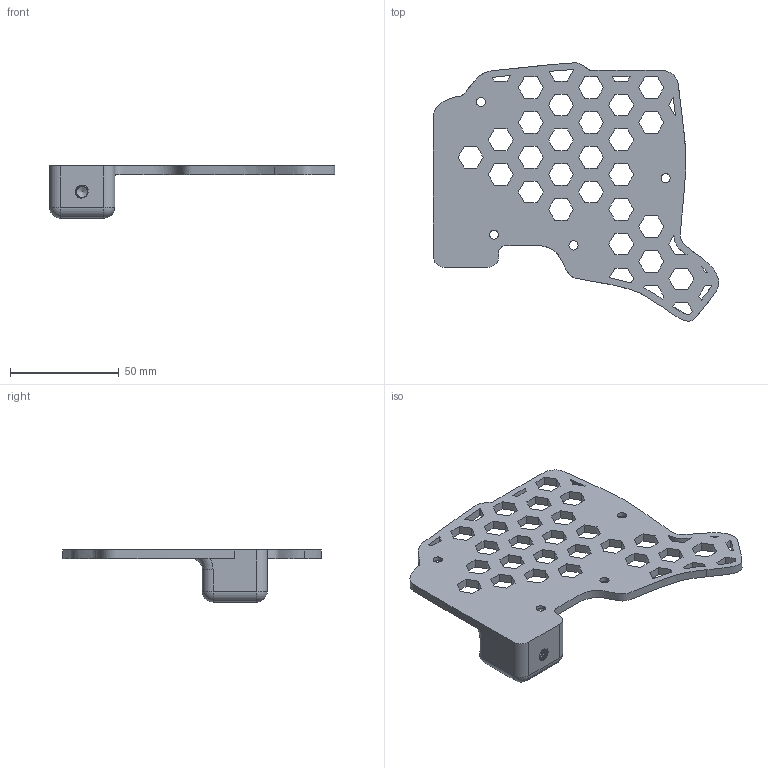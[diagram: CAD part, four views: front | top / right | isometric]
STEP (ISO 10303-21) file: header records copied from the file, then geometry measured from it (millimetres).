
FILE_DESCRIPTION(/* description */ (''),/* implementation_level */ '2;1');
FILE_NAME(/* name */ 'Skeletyl_chairMountplate_v3_v8Left.step',/* time_stamp */ '2022-04-19T19:48:56-06:00',/* author */ (''),/* organization */ (''),/* preprocessor_version */ 'ST-DEVELOPER v18.1',/* originating_system */ 'Autodesk Translation Framework v10.14.0.1471',/* authorisation */ '');
FILE_SCHEMA (('AUTOMOTIVE_DESIGN { 1 0 10303 214 3 1 1 }'));
Length unit declared in the file: millimetre
Products named in the file (1): cnanoBaseLeft
Bounding box: 131.43 x 118.83 x 24 mm (x, y, z)
Volume: 50847.8 mm3; surface area: 26021.4 mm2
Topology: 1 solids, 1 shells, 285 faces, 873 edges, 588 vertices
Faces by surface type: plane 192, cylinder 55, bspline 25, cone 6, sphere 4, torus 3
Full cylindrical faces by diameter (mm): 4.2 x4, 5.118 x7, 5.218 x7, 6.35 x3, 6.45 x2
Entity records: 21735 total; most frequent: CARTESIAN_POINT 14173, ORIENTED_EDGE 1740, DIRECTION 1236, EDGE_CURVE 870, LINE 610, VECTOR 610, VERTEX_POINT 588, EDGE_LOOP 364
